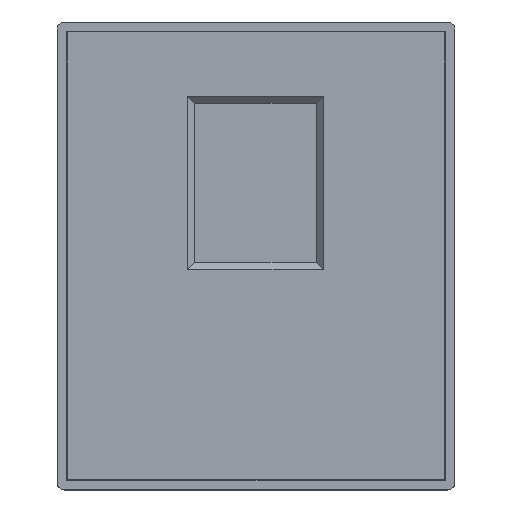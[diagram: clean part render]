
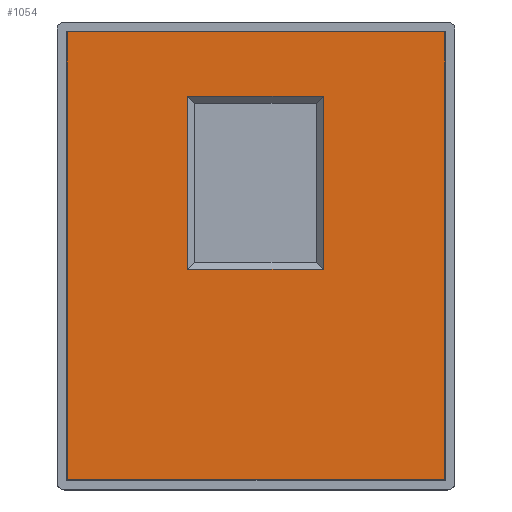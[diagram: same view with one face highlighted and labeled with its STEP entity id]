
A CAD part, top view. The second image highlights one B-rep face of the part: STEP entity #1054.
In plain terms, the highlighted planar face has unit normal (0, 0, 1).
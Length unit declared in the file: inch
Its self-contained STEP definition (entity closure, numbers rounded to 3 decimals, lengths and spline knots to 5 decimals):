
#1054=ADVANCED_FACE('',(#2140,#2141),#2142,.T.);
#2140=FACE_OUTER_BOUND('',#3246,.T.);
#2141=FACE_BOUND('',#3247,.T.);
#2142=PLANE('',#3248);
#3246=EDGE_LOOP('',(#5994,#5995,#5996,#5997));
#3247=EDGE_LOOP('',(#5998,#5999,#6000,#6001));
#3248=AXIS2_PLACEMENT_3D('',#6002,#6003,#6004);
#5994=ORIENTED_EDGE('',*,*,#7217,.T.);
#5995=ORIENTED_EDGE('',*,*,#7171,.T.);
#5996=ORIENTED_EDGE('',*,*,#7198,.T.);
#5997=ORIENTED_EDGE('',*,*,#7224,.T.);
#5998=ORIENTED_EDGE('',*,*,#7225,.F.);
#5999=ORIENTED_EDGE('',*,*,#7226,.F.);
#6000=ORIENTED_EDGE('',*,*,#7227,.F.);
#6001=ORIENTED_EDGE('',*,*,#7228,.F.);
#6002=CARTESIAN_POINT('',(3.33661,3.94685,2.00787));
#6003=DIRECTION('',(0.0,0.0,1.0));
#6004=DIRECTION('',(1.0,0.0,0.0));
#7171=EDGE_CURVE('',#8767,#8765,#8768,.T.);
#7198=EDGE_CURVE('',#8765,#8807,#8808,.T.);
#7217=EDGE_CURVE('',#8841,#8767,#8842,.T.);
#7224=EDGE_CURVE('',#8807,#8841,#8853,.T.);
#7225=EDGE_CURVE('',#8854,#8855,#8856,.T.);
#7226=EDGE_CURVE('',#8857,#8854,#8858,.T.);
#7227=EDGE_CURVE('',#8859,#8857,#8860,.T.);
#7228=EDGE_CURVE('',#8855,#8859,#8861,.T.);
#8765=VERTEX_POINT('',#10843);
#8767=VERTEX_POINT('',#10846);
#8768=LINE('',#10847,#10848);
#8807=VERTEX_POINT('',#10906);
#8808=LINE('',#10907,#10908);
#8841=VERTEX_POINT('',#10957);
#8842=LINE('',#10958,#10959);
#8853=LINE('',#10975,#10976);
#8854=VERTEX_POINT('',#10977);
#8855=VERTEX_POINT('',#10978);
#8856=LINE('',#10979,#10980);
#8857=VERTEX_POINT('',#10981);
#8858=LINE('',#10982,#10983);
#8859=VERTEX_POINT('',#10984);
#8860=LINE('',#10985,#10986);
#8861=LINE('',#10987,#10988);
#10843=CARTESIAN_POINT('',(6.52559,0.16732,2.00787));
#10846=CARTESIAN_POINT('',(0.16732,0.16732,2.00787));
#10847=CARTESIAN_POINT('',(3.33661,0.16732,2.00787));
#10848=VECTOR('',#12373,1.0);
#10906=CARTESIAN_POINT('',(6.52559,7.70669,2.00787));
#10907=CARTESIAN_POINT('',(6.52559,3.94685,2.00787));
#10908=VECTOR('',#12393,1.0);
#10957=CARTESIAN_POINT('',(0.16732,7.70669,2.00787));
#10958=CARTESIAN_POINT('',(0.16732,3.94685,2.00787));
#10959=VECTOR('',#12410,1.0);
#10975=CARTESIAN_POINT('',(3.33661,7.70669,2.00787));
#10976=VECTOR('',#12416,1.0);
#10977=CARTESIAN_POINT('',(2.19488,6.62402,2.00787));
#10978=CARTESIAN_POINT('',(2.19488,3.71063,2.00787));
#10979=CARTESIAN_POINT('',(2.19488,4.25197,2.00787));
#10980=VECTOR('',#12417,1.0);
#10981=CARTESIAN_POINT('',(4.47835,6.62402,2.00787));
#10982=CARTESIAN_POINT('',(3.33661,6.62402,2.00787));
#10983=VECTOR('',#12418,1.0);
#10984=CARTESIAN_POINT('',(4.47835,3.71063,2.00787));
#10985=CARTESIAN_POINT('',(4.47835,4.25197,2.00787));
#10986=VECTOR('',#12419,1.0);
#10987=CARTESIAN_POINT('',(3.33661,3.71063,2.00787));
#10988=VECTOR('',#12420,1.0);
#12373=DIRECTION('',(1.0,0.0,0.0));
#12393=DIRECTION('',(0.0,1.0,-0.0));
#12410=DIRECTION('',(0.0,-1.0,0.0));
#12416=DIRECTION('',(-1.0,0.0,0.0));
#12417=DIRECTION('',(0.0,-1.0,0.0));
#12418=DIRECTION('',(-1.0,0.0,0.0));
#12419=DIRECTION('',(0.0,1.0,0.0));
#12420=DIRECTION('',(1.0,0.0,0.0));
